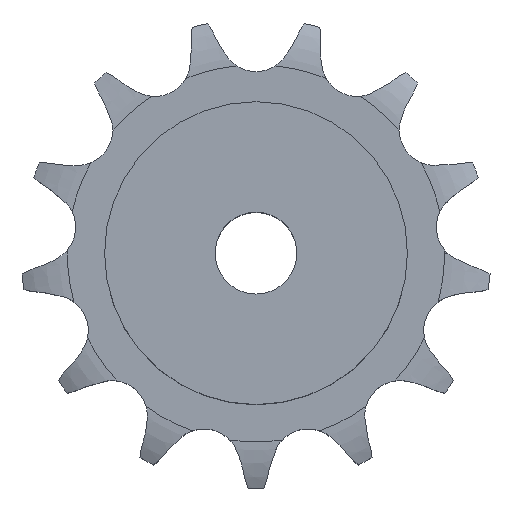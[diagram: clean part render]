
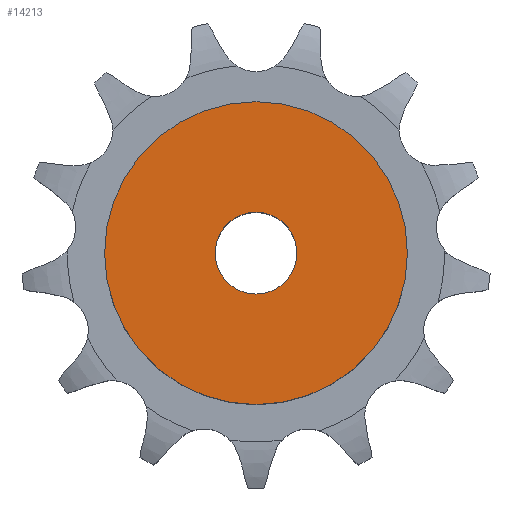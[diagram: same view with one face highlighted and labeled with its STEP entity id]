
A CAD part, top view. The second image highlights one B-rep face of the part: STEP entity #14213.
In plain terms, the highlighted planar face has unit normal (0, 0, 1).
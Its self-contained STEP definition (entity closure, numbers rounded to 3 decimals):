
#2217 = CYLINDRICAL_SURFACE('',#2218,18.5);
#2218 = AXIS2_PLACEMENT_3D('',#2219,#2220,#2221);
#2219 = CARTESIAN_POINT('',(0.,0.,0.));
#2220 = DIRECTION('',(-0.,-0.,-1.));
#2221 = DIRECTION('',(1.,0.,0.));
#9250 = VERTEX_POINT('',#9251);
#9251 = CARTESIAN_POINT('',(18.5,0.,28.));
#9272 = EDGE_CURVE('',#9250,#9250,#9273,.T.);
#9273 = SURFACE_CURVE('',#9274,(#9279,#9286),.PCURVE_S1.);
#9274 = CIRCLE('',#9275,18.5);
#9275 = AXIS2_PLACEMENT_3D('',#9276,#9277,#9278);
#9276 = CARTESIAN_POINT('',(0.,0.,28.));
#9277 = DIRECTION('',(0.,0.,1.));
#9278 = DIRECTION('',(1.,0.,0.));
#9279 = PCURVE('',#2217,#9280);
#9280 = DEFINITIONAL_REPRESENTATION('',(#9281),#9285);
#9281 = LINE('',#9282,#9283);
#9282 = CARTESIAN_POINT('',(-0.,-28.));
#9283 = VECTOR('',#9284,1.);
#9284 = DIRECTION('',(-1.,0.));
#9285 = ( GEOMETRIC_REPRESENTATION_CONTEXT(2) 
PARAMETRIC_REPRESENTATION_CONTEXT() REPRESENTATION_CONTEXT('2D SPACE',''
  ) );
#9286 = PCURVE('',#9287,#9292);
#9287 = PLANE('',#9288);
#9288 = AXIS2_PLACEMENT_3D('',#9289,#9290,#9291);
#9289 = CARTESIAN_POINT('',(0.,0.,28.));
#9290 = DIRECTION('',(0.,0.,1.));
#9291 = DIRECTION('',(1.,0.,0.));
#9292 = DEFINITIONAL_REPRESENTATION('',(#9293),#9297);
#9293 = CIRCLE('',#9294,18.5);
#9294 = AXIS2_PLACEMENT_2D('',#9295,#9296);
#9295 = CARTESIAN_POINT('',(0.,0.));
#9296 = DIRECTION('',(1.,0.));
#9297 = ( GEOMETRIC_REPRESENTATION_CONTEXT(2) 
PARAMETRIC_REPRESENTATION_CONTEXT() REPRESENTATION_CONTEXT('2D SPACE',''
  ) );
#12174 = CYLINDRICAL_SURFACE('',#12175,5.);
#12175 = AXIS2_PLACEMENT_3D('',#12176,#12177,#12178);
#12176 = CARTESIAN_POINT('',(0.,0.,97.13));
#12177 = DIRECTION('',(0.,0.,1.));
#12178 = DIRECTION('',(1.,0.,0.));
#14213 = ADVANCED_FACE('',(#14214,#14217),#9287,.T.);
#14214 = FACE_BOUND('',#14215,.T.);
#14215 = EDGE_LOOP('',(#14216));
#14216 = ORIENTED_EDGE('',*,*,#9272,.T.);
#14217 = FACE_BOUND('',#14218,.T.);
#14218 = EDGE_LOOP('',(#14219));
#14219 = ORIENTED_EDGE('',*,*,#14220,.F.);
#14220 = EDGE_CURVE('',#14221,#14221,#14223,.T.);
#14221 = VERTEX_POINT('',#14222);
#14222 = CARTESIAN_POINT('',(5.,0.,28.));
#14223 = SURFACE_CURVE('',#14224,(#14229,#14236),.PCURVE_S1.);
#14224 = CIRCLE('',#14225,5.);
#14225 = AXIS2_PLACEMENT_3D('',#14226,#14227,#14228);
#14226 = CARTESIAN_POINT('',(0.,0.,28.));
#14227 = DIRECTION('',(0.,0.,1.));
#14228 = DIRECTION('',(1.,0.,0.));
#14229 = PCURVE('',#9287,#14230);
#14230 = DEFINITIONAL_REPRESENTATION('',(#14231),#14235);
#14231 = CIRCLE('',#14232,5.);
#14232 = AXIS2_PLACEMENT_2D('',#14233,#14234);
#14233 = CARTESIAN_POINT('',(0.,0.));
#14234 = DIRECTION('',(1.,0.));
#14235 = ( GEOMETRIC_REPRESENTATION_CONTEXT(2) 
PARAMETRIC_REPRESENTATION_CONTEXT() REPRESENTATION_CONTEXT('2D SPACE',''
  ) );
#14236 = PCURVE('',#12174,#14237);
#14237 = DEFINITIONAL_REPRESENTATION('',(#14238),#14242);
#14238 = LINE('',#14239,#14240);
#14239 = CARTESIAN_POINT('',(0.,-69.13));
#14240 = VECTOR('',#14241,1.);
#14241 = DIRECTION('',(1.,0.));
#14242 = ( GEOMETRIC_REPRESENTATION_CONTEXT(2) 
PARAMETRIC_REPRESENTATION_CONTEXT() REPRESENTATION_CONTEXT('2D SPACE',''
  ) );
